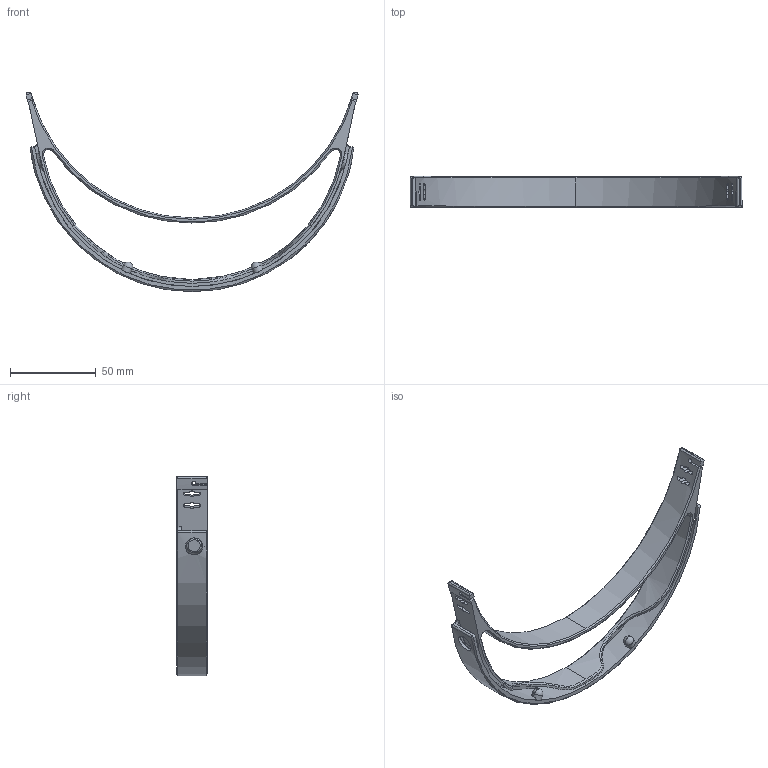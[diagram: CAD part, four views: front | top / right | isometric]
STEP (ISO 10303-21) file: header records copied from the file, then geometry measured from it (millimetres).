
FILE_DESCRIPTION (( 'STEP AP203' ), '1' );
FILE_NAME ('XY_FS_4c.STEP', '2020-04-09T14:15:36', ( '' ), ( '' ), 'SwSTEP 2.0', 'SolidWorks 2015', '' );
FILE_SCHEMA (( 'CONFIG_CONTROL_DESIGN' ));
Length unit declared in the file: millimetre
Products named in the file (1): XY_FS_4c
Bounding box: 193.56 x 18 x 116.21 mm (x, y, z)
Volume: 38876.2 mm3; surface area: 29899.8 mm2
Topology: 1 solids, 1 shells, 541 faces, 1523 edges, 990 vertices
Faces by surface type: bspline 363, cylinder 85, plane 47, cone 33, torus 9, sphere 4
Entity records: 22676 total; most frequent: CARTESIAN_POINT 11931, ORIENTED_EDGE 3026, EDGE_CURVE 1513, B_SPLINE_CURVE_WITH_KNOTS 1139, VERTEX_POINT 986, DIRECTION 884, EDGE_LOOP 567, ADVANCED_FACE 541
